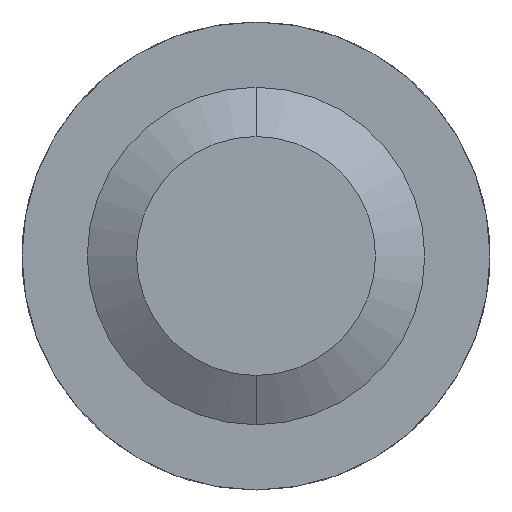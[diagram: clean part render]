
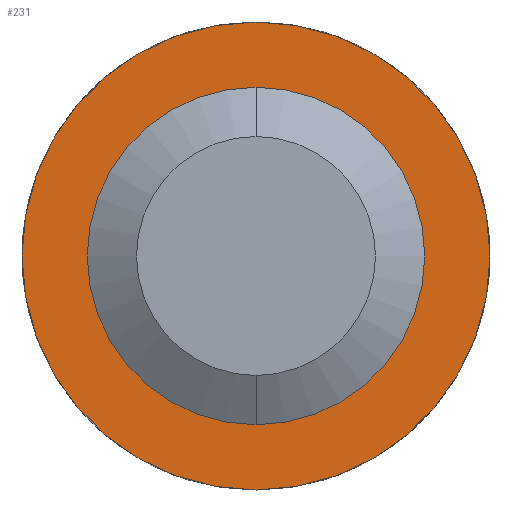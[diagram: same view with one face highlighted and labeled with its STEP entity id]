
A CAD part, front view. The second image highlights one B-rep face of the part: STEP entity #231.
In plain terms, the highlighted planar face has unit normal (0, -1, 0).
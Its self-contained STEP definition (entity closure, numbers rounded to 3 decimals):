
#55 = FACE_BOUND ( 'NONE', #2441, .T. ) ;
#64 = AXIS2_PLACEMENT_3D ( 'NONE', #2514, #1608, #1372 ) ;
#84 = DIRECTION ( 'NONE',  ( 0., 0., 1. ) ) ;
#231 = ADVANCED_FACE ( 'Defeature ausgef�hrt1_10', ( #2050, #55 ), #1354, .F. ) ;
#407 = VERTEX_POINT ( 'NONE', #3368 ) ;
#422 = AXIS2_PLACEMENT_3D ( 'NONE', #2183, #823, #1363 ) ;
#612 = CARTESIAN_POINT ( 'NONE',  ( 0., -2.5, 0. ) ) ;
#671 = VERTEX_POINT ( 'NONE', #1125 ) ;
#781 = EDGE_CURVE ( 'Defeature ausgef�hrt1_10+Defeature ausgef�hrt1_11+Defeature ausgef�hrt1_11+Defeature ausgef�hrt1_11', #2342, #3213, #2412, .T. ) ;
#823 = DIRECTION ( 'NONE',  ( 0., 1., 0. ) ) ;
#1125 = CARTESIAN_POINT ( 'NONE',  ( 0., -2.5, 0.95 ) ) ;
#1258 = ORIENTED_EDGE ( 'NONE', *, *, #781, .T. ) ;
#1343 = CIRCLE ( 'NONE', #1939, 0.95 ) ;
#1354 = PLANE ( 'NONE',  #422 ) ;
#1363 = DIRECTION ( 'NONE',  ( 0., 0., 1. ) ) ;
#1372 = DIRECTION ( 'NONE',  ( 0., 0., 1. ) ) ;
#1462 = DIRECTION ( 'NONE',  ( 0., 1., 0. ) ) ;
#1608 = DIRECTION ( 'NONE',  ( 0., 1., 0. ) ) ;
#1677 = AXIS2_PLACEMENT_3D ( 'NONE', #2366, #3478, #2102 ) ;
#1939 = AXIS2_PLACEMENT_3D ( 'NONE', #2147, #1973, #84 ) ;
#1958 = EDGE_CURVE ( 'Defeature ausgef�hrt1_9+Defeature ausgef�hrt1_10+Defeature ausgef�hrt1_10+Defeature ausgef�hrt1_10', #671, #407, #1343, .T. ) ;
#1973 = DIRECTION ( 'NONE',  ( 0., 1., 0. ) ) ;
#2023 = CARTESIAN_POINT ( 'NONE',  ( 0., -2.5, 0.685 ) ) ;
#2050 = FACE_OUTER_BOUND ( 'NONE', #3323, .T. ) ;
#2102 = DIRECTION ( 'NONE',  ( 0., 0., 1. ) ) ;
#2147 = CARTESIAN_POINT ( 'NONE',  ( 0., -2.5, 0. ) ) ;
#2183 = CARTESIAN_POINT ( 'NONE',  ( 0.95, -2.5, 0. ) ) ;
#2248 = EDGE_CURVE ( 'Defeature ausgef�hrt1_9+Defeature ausgef�hrt1_10+Defeature ausgef�hrt1_10+Defeature ausgef�hrt1_10', #407, #671, #3069, .T. ) ;
#2256 = DIRECTION ( 'NONE',  ( 0., 0., 1. ) ) ;
#2342 = VERTEX_POINT ( 'NONE', #2023 ) ;
#2366 = CARTESIAN_POINT ( 'NONE',  ( 0., -2.5, 0. ) ) ;
#2412 = CIRCLE ( 'NONE', #64, 0.685 ) ;
#2441 = EDGE_LOOP ( 'NONE', ( #1258, #3010 ) ) ;
#2462 = CIRCLE ( 'NONE', #1677, 0.685 ) ;
#2514 = CARTESIAN_POINT ( 'NONE',  ( 0., -2.5, 0. ) ) ;
#2547 = EDGE_CURVE ( 'Defeature ausgef�hrt1_10+Defeature ausgef�hrt1_11+Defeature ausgef�hrt1_11+Defeature ausgef�hrt1_11', #3213, #2342, #2462, .T. ) ;
#2806 = AXIS2_PLACEMENT_3D ( 'NONE', #612, #1462, #2256 ) ;
#2807 = CARTESIAN_POINT ( 'NONE',  ( 0., -2.5, -0.685 ) ) ;
#2865 = ORIENTED_EDGE ( 'NONE', *, *, #2248, .F. ) ;
#3010 = ORIENTED_EDGE ( 'NONE', *, *, #2547, .T. ) ;
#3069 = CIRCLE ( 'NONE', #2806, 0.95 ) ;
#3188 = ORIENTED_EDGE ( 'NONE', *, *, #1958, .F. ) ;
#3213 = VERTEX_POINT ( 'NONE', #2807 ) ;
#3323 = EDGE_LOOP ( 'NONE', ( #3188, #2865 ) ) ;
#3368 = CARTESIAN_POINT ( 'NONE',  ( 0., -2.5, -0.95 ) ) ;
#3478 = DIRECTION ( 'NONE',  ( 0., 1., 0. ) ) ;
